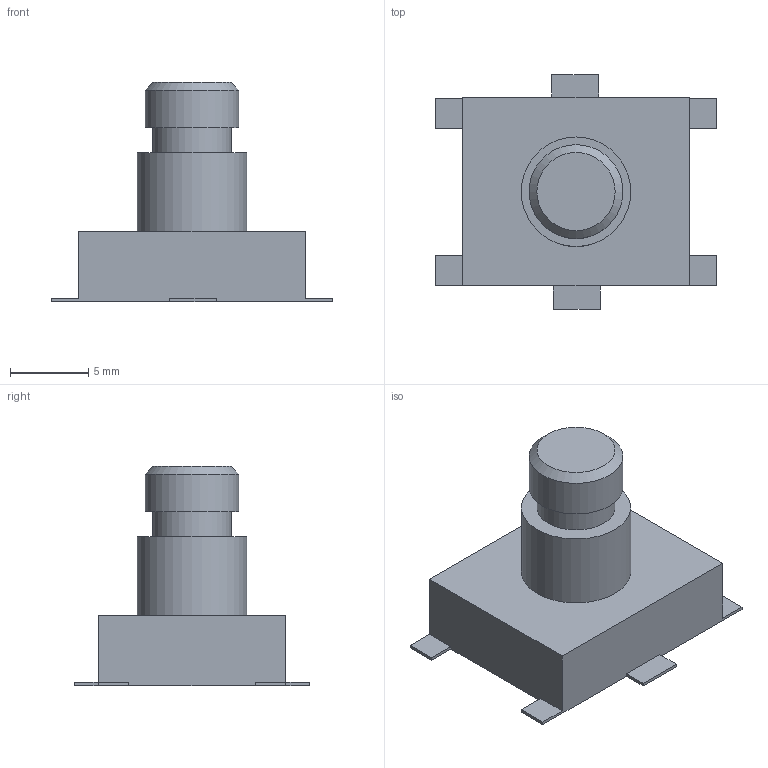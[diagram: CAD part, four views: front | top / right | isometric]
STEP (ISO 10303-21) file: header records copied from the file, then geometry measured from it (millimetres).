
FILE_DESCRIPTION(('FreeCAD Model'),'2;1');
FILE_NAME('Open CASCADE Shape Model','2025-02-10T22:37:25',(''),(''), 'Open CASCADE STEP processor 7.7','FreeCAD','Unknown');
FILE_SCHEMA(('AUTOMOTIVE_DESIGN { 1 0 10303 214 1 1 1 1 }'));
Length unit declared in the file: millimetre
Products named in the file (2): PEC11S-929K-H0015; Body
Assembly tree (1 placements, depth 2):
  PEC11S-929K-H0015
    Body
Bounding box: 18 x 15 x 14 mm (x, y, z)
Volume: 1091.1 mm3; surface area: 837 mm2
Topology: 1 solids, 1 shells, 33 faces, 83 edges, 55 vertices
Faces by surface type: plane 29, cylinder 3, cone 1
Full cylindrical faces by diameter (mm): 5 x1, 6 x1, 7 x1
Entity records: 1016 total; most frequent: CARTESIAN_POINT 173, ORIENTED_EDGE 166, DIRECTION 160, EDGE_CURVE 83, LINE 76, VECTOR 76, VERTEX_POINT 55, AXIS2_PLACEMENT_3D 42
